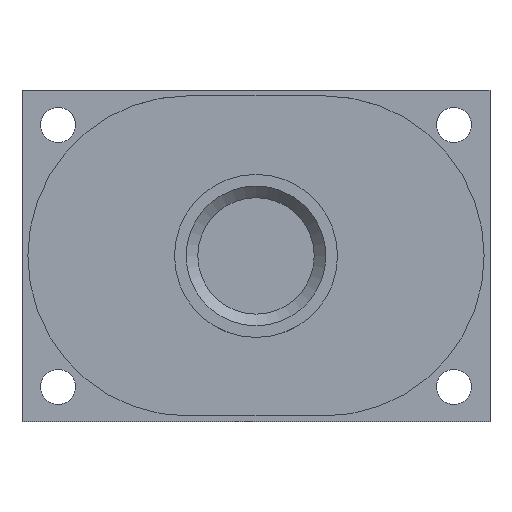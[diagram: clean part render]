
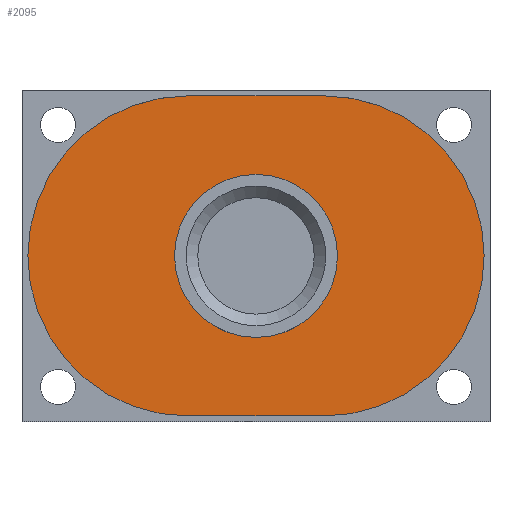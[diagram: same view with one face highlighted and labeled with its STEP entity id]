
A CAD part, top view. The second image highlights one B-rep face of the part: STEP entity #2095.
In plain terms, the highlighted planar face has unit normal (0, 0, 1).
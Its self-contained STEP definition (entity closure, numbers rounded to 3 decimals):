
#674=VECTOR('',#2387,1.);
#675=VECTOR('',#2390,1.);
#807=LINE('',#2790,#674);
#808=LINE('',#2795,#675);
#924=PLANE('',#2196);
#973=VERTEX_POINT('',#2720);
#1004=VERTEX_POINT('',#2791);
#1005=VERTEX_POINT('',#2792);
#1006=VERTEX_POINT('',#2794);
#1007=VERTEX_POINT('',#2796);
#1124=CIRCLE('',#2177,7.);
#1137=CIRCLE('',#2197,13.75);
#1138=CIRCLE('',#2198,13.75);
#1187=EDGE_CURVE('',#973,#973,#1124,.T.);
#1224=EDGE_CURVE('',#1004,#1005,#807,.T.);
#1225=EDGE_CURVE('',#1006,#1004,#1137,.T.);
#1226=EDGE_CURVE('',#1007,#1006,#808,.T.);
#1227=EDGE_CURVE('',#1005,#1007,#1138,.T.);
#1456=ORIENTED_EDGE('',*,*,#1187,.T.);
#1457=ORIENTED_EDGE('',*,*,#1224,.F.);
#1458=ORIENTED_EDGE('',*,*,#1225,.F.);
#1459=ORIENTED_EDGE('',*,*,#1226,.F.);
#1460=ORIENTED_EDGE('',*,*,#1227,.F.);
#1861=EDGE_LOOP('',(#1456));
#1862=EDGE_LOOP('',(#1457,#1458,#1459,#1460));
#1979=FACE_BOUND('',#1861,.T.);
#1980=FACE_BOUND('',#1862,.T.);
#2095=ADVANCED_FACE('',(#1979,#1980),#924,.T.);
#2177=AXIS2_PLACEMENT_3D('',#2719,#2332,#2333);
#2196=AXIS2_PLACEMENT_3D('',#2789,#2386,$);
#2197=AXIS2_PLACEMENT_3D('',#2793,#2388,#2389);
#2198=AXIS2_PLACEMENT_3D('',#2797,#2391,#2392);
#2332=DIRECTION('',(0.,0.,-1.));
#2333=DIRECTION('',(7.,0.,0.));
#2386=DIRECTION('',(0.,0.,1.));
#2387=DIRECTION('',(-1.,0.,0.));
#2388=DIRECTION('',(0.,0.,-1.));
#2389=DIRECTION('',(13.75,0.,0.));
#2390=DIRECTION('',(1.,0.,0.));
#2391=DIRECTION('',(0.,0.,-1.));
#2392=DIRECTION('',(13.75,0.,0.));
#2719=CARTESIAN_POINT('',(20.1,14.25,2.25));
#2720=CARTESIAN_POINT('',(13.1,14.25,2.25));
#2789=CARTESIAN_POINT('',(20.1,14.25,2.25));
#2790=CARTESIAN_POINT('',(20.1,0.5,2.25));
#2791=CARTESIAN_POINT('',(25.95,0.5,2.25));
#2792=CARTESIAN_POINT('',(14.25,0.5,2.25));
#2793=CARTESIAN_POINT('',(25.95,14.25,2.25));
#2794=CARTESIAN_POINT('',(25.95,28.,2.25));
#2795=CARTESIAN_POINT('',(20.1,28.,2.25));
#2796=CARTESIAN_POINT('',(14.25,28.,2.25));
#2797=CARTESIAN_POINT('',(14.25,14.25,2.25));
